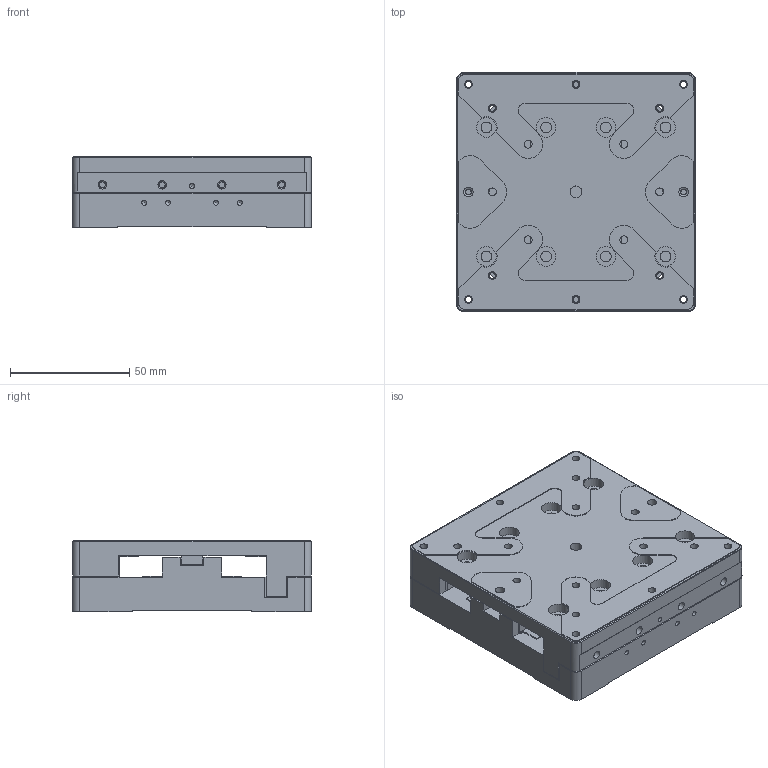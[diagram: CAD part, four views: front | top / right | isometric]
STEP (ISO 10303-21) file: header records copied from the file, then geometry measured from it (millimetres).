
FILE_DESCRIPTION (( 'STEP AP203' ), '1' );
FILE_NAME ('527456.STEP', '2025-05-14T02:16:00', ( 'Windows User' ), ( 'P R C' ), 'SwSTEP 2.0', 'SolidWorks 2020', '' );
FILE_SCHEMA (( 'CONFIG_CONTROL_DESIGN' ));
Length unit declared in the file: millimetre
Products named in the file (1): 527456
Bounding box: 100 x 100 x 30 mm (x, y, z)
Volume: 258617.7 mm3; surface area: 78236.6 mm2
Topology: 3 solids, 3 shells, 551 faces, 1457 edges, 951 vertices
Faces by surface type: plane 286, cylinder 214, cone 51
Full cylindrical faces by diameter (mm): 2.05 x5, 2.5 x19, 3.2 x2, 3.3 x16, 3.4 x6, 3.5 x4, 4 x4, 4.5 x18, 4.8 x4, 5 x1, 6.2 x6, 6.5 x2, 6.6 x4, 8 x2, 8.25 x16, 11.2 x2
Entity records: 16377 total; most frequent: CARTESIAN_POINT 2871, DIRECTION 2832, ORIENTED_EDGE 2552, EDGE_CURVE 1276, AXIS2_PLACEMENT_3D 1033, VERTEX_POINT 912, EDGE_LOOP 838, LINE 766
